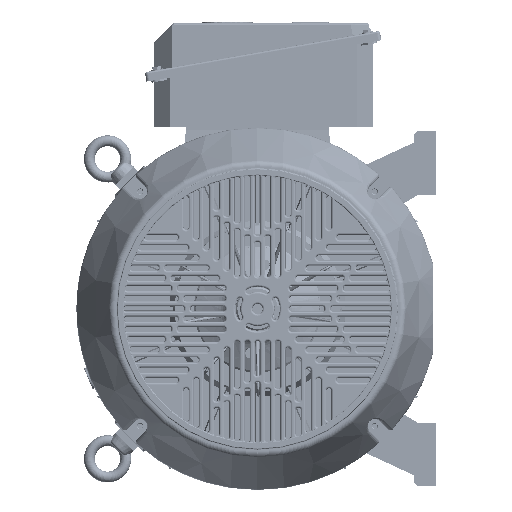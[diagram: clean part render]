
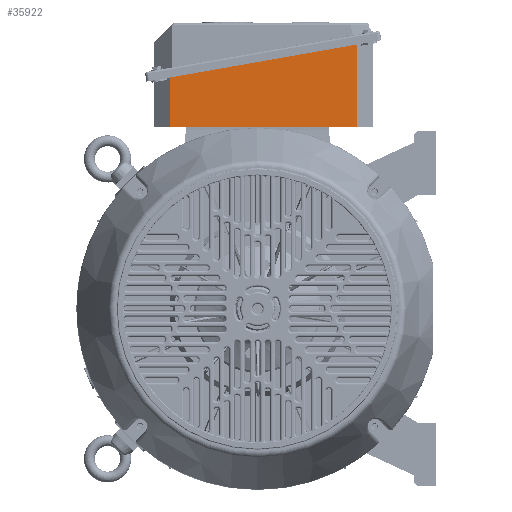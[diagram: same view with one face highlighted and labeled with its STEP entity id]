
A CAD part, left-side view. The second image highlights one B-rep face of the part: STEP entity #35922.
In plain terms, the highlighted face is planar.
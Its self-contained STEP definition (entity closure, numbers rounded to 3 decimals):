
#35717 = VERTEX_POINT ( 'NONE', #58761 ) ;
#35825 = EDGE_CURVE ( 'NONE', #35717, #35884, #58919, .T. ) ;
#35884 = VERTEX_POINT ( 'NONE', #59061 ) ;
#35922 = ADVANCED_FACE ( 'NONE', ( #59105 ), #59104, .F. ) ;
#35923 = EDGE_LOOP ( 'NONE', ( #35924, #35928, #36043, #36045 ) ) ;
#35924 = ORIENTED_EDGE ( 'NONE', *, *, #35925, .F. ) ;
#35925 = EDGE_CURVE ( 'NONE', #35717, #35932, #59097, .T. ) ;
#35928 = ORIENTED_EDGE ( 'NONE', *, *, #35825, .T. ) ;
#35932 = VERTEX_POINT ( 'NONE', #59211 ) ;
#35936 = EDGE_CURVE ( 'NONE', #35937, #35932, #59203, .T. ) ;
#35937 = VERTEX_POINT ( 'NONE', #59196 ) ;
#36043 = ORIENTED_EDGE ( 'NONE', *, *, #36044, .F. ) ;
#36044 = EDGE_CURVE ( 'NONE', #35937, #35884, #59392, .T. ) ;
#36045 = ORIENTED_EDGE ( 'NONE', *, *, #35936, .T. ) ;
#58761 = CARTESIAN_POINT ( 'NONE',  ( 318.031, 3., 149. ) ) ;
#58908 = DIRECTION ( 'NONE',  ( 0., 1., 0. ) ) ;
#58909 = VECTOR ( 'NONE', #58908, 1000. ) ;
#58912 = CARTESIAN_POINT ( 'NONE',  ( 318.031, 0., 149. ) ) ;
#58919 = LINE ( 'NONE', #58912, #58909 ) ;
#59061 = CARTESIAN_POINT ( 'NONE',  ( 318.031, 131.501, 149. ) ) ;
#59083 = DIRECTION ( 'NONE',  ( -1., 0., 0. ) ) ;
#59084 = VECTOR ( 'NONE', #59083, 1000. ) ;
#59087 = CARTESIAN_POINT ( 'NONE',  ( 0., 3., 149. ) ) ;
#59092 = DIRECTION ( 'NONE',  ( -1., 0., 0. ) ) ;
#59094 = DIRECTION ( 'NONE',  ( 0., 0., -1. ) ) ;
#59096 = AXIS2_PLACEMENT_3D ( 'NONE', #59103, #59094, #59092 ) ;
#59097 = LINE ( 'NONE', #59087, #59084 ) ;
#59103 = CARTESIAN_POINT ( 'NONE',  ( 0., 0., 149. ) ) ;
#59104 = PLANE ( 'NONE',  #59096 ) ;
#59105 = FACE_OUTER_BOUND ( 'NONE', #35923, .T. ) ;
#59196 = CARTESIAN_POINT ( 'NONE',  ( 25.515, 79.923, 149. ) ) ;
#59198 = DIRECTION ( 'NONE',  ( 0., -1., 0. ) ) ;
#59200 = VECTOR ( 'NONE', #59198, 1000. ) ;
#59201 = CARTESIAN_POINT ( 'NONE',  ( 25.515, 0., 149. ) ) ;
#59203 = LINE ( 'NONE', #59201, #59200 ) ;
#59211 = CARTESIAN_POINT ( 'NONE',  ( 25.515, 3., 149. ) ) ;
#59388 = DIRECTION ( 'NONE',  ( 0.985, 0.174, 0. ) ) ;
#59389 = VECTOR ( 'NONE', #59388, 1000. ) ;
#59390 = CARTESIAN_POINT ( 'NONE',  ( -12.898, 73.149, 149. ) ) ;
#59392 = LINE ( 'NONE', #59390, #59389 ) ;
